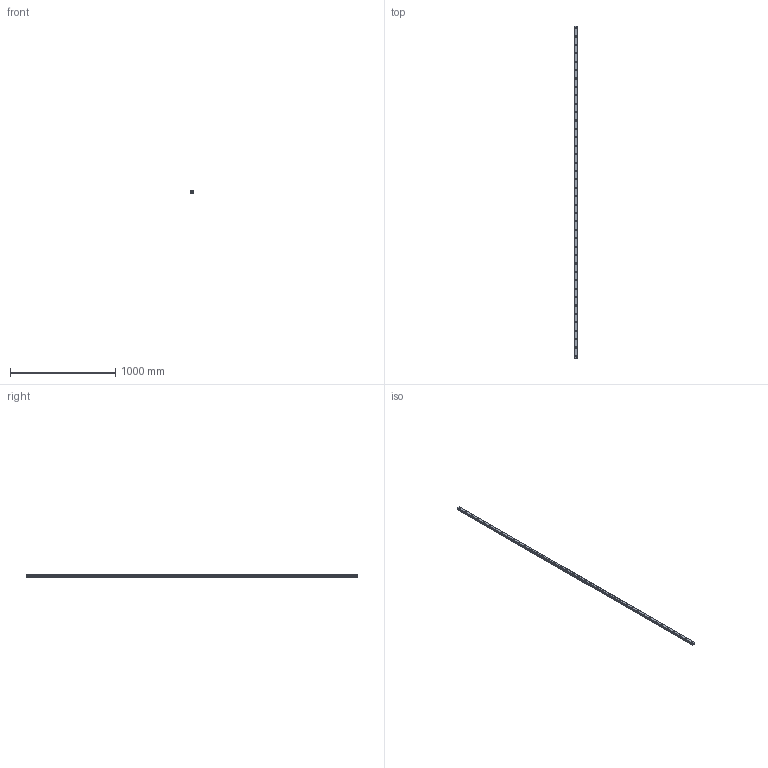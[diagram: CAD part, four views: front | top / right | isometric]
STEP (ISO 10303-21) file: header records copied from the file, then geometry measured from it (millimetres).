
FILE_DESCRIPTION(('STEP AP214'),'1');
FILE_NAME('cctmp_D068E537-FC26-4DCB-AA83-8127F701DAFB_2021_02_10_12_17_33_0068..stp','2021-02-10T11:17:33',('HIWIN GmbH'),('CADClick - www.CADClick.com'),'Spatial InterOp 3D',' ','unknown authorization');
FILE_SCHEMA(('AUTOMOTIVE_DESIGN'));
Length unit declared in the file: millimetre
Products named in the file (1): EGR30R3160C_FILE
Bounding box: 28 x 3160 x 23 mm (x, y, z)
Volume: 1766029.3 mm3; surface area: 355054.1 mm2
Topology: 1 solids, 1 shells, 463 faces, 1011 edges, 674 vertices
Faces by surface type: cylinder 258, plane 205
Entity records: 16629 total; most frequent: DIRECTION 2455, CARTESIAN_POINT 2149, ORIENTED_EDGE 2022, EDGE_CURVE 1011, AXIS2_PLACEMENT_3D 980, VERTEX_POINT 674, EDGE_LOOP 587, CIRCLE 516
